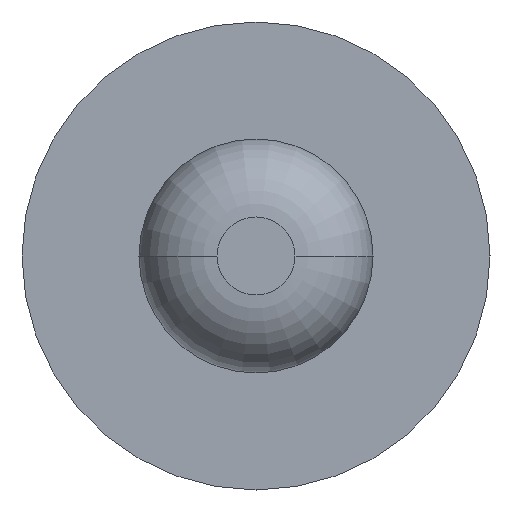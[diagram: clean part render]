
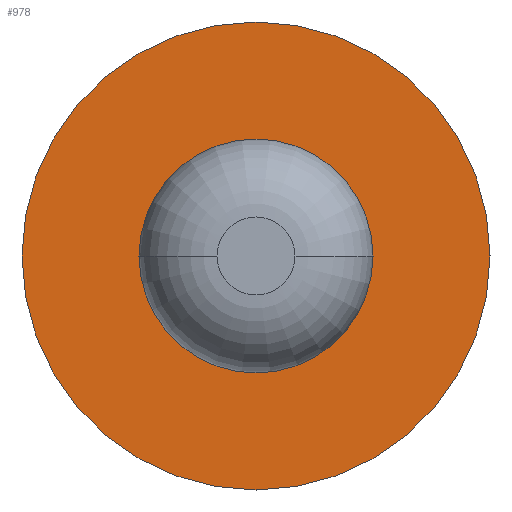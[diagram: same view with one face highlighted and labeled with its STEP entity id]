
A CAD part, front view. The second image highlights one B-rep face of the part: STEP entity #978.
In plain terms, the highlighted planar face has unit normal (0, -1, 0).
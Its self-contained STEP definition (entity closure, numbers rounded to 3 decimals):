
#2 = DIRECTION ( 'NONE',  ( 0., 1., 0. ) ) ;
#12 = CIRCLE ( 'NONE', #1831, 0.255 ) ;
#35 = DIRECTION ( 'NONE',  ( 0., 0., 1. ) ) ;
#119 = CARTESIAN_POINT ( 'NONE',  ( 0., 3.7, -0.75 ) ) ;
#157 = AXIS2_PLACEMENT_3D ( 'NONE', #3236, #716, #213 ) ;
#213 = DIRECTION ( 'NONE',  ( 0., 0., 1. ) ) ;
#416 = DIRECTION ( 'NONE',  ( 0., 0., 1. ) ) ;
#478 = AXIS2_PLACEMENT_3D ( 'NONE', #1256, #630, #1549 ) ;
#509 = ORIENTED_EDGE ( 'NONE', *, *, #2019, .T. ) ;
#551 = VERTEX_POINT ( 'NONE', #3366 ) ;
#630 = DIRECTION ( 'NONE',  ( 0., 1., 0. ) ) ;
#706 = EDGE_LOOP ( 'NONE', ( #3550, #509 ) ) ;
#716 = DIRECTION ( 'NONE',  ( 0., 1., 0. ) ) ;
#755 = AXIS2_PLACEMENT_3D ( 'NONE', #1406, #2, #35 ) ;
#870 = CIRCLE ( 'NONE', #157, 0.255 ) ;
#978 = ADVANCED_FACE ( 'Defeature ausgef�hrt2_9', ( #1771, #2891 ), #3222, .F. ) ;
#1040 = CARTESIAN_POINT ( 'NONE',  ( 0., 3.7, 0. ) ) ;
#1106 = CIRCLE ( 'NONE', #755, 0.75 ) ;
#1256 = CARTESIAN_POINT ( 'NONE',  ( 0.75, 3.7, 0. ) ) ;
#1327 = CARTESIAN_POINT ( 'NONE',  ( 0., 3.7, 0. ) ) ;
#1406 = CARTESIAN_POINT ( 'NONE',  ( 0., 3.7, 0. ) ) ;
#1545 = CARTESIAN_POINT ( 'NONE',  ( 0., 3.7, 0.75 ) ) ;
#1549 = DIRECTION ( 'NONE',  ( 0., 0., 1. ) ) ;
#1567 = VERTEX_POINT ( 'NONE', #1545 ) ;
#1762 = EDGE_LOOP ( 'NONE', ( #2390, #2402 ) ) ;
#1771 = FACE_OUTER_BOUND ( 'NONE', #1762, .T. ) ;
#1831 = AXIS2_PLACEMENT_3D ( 'NONE', #1040, #3585, #1886 ) ;
#1886 = DIRECTION ( 'NONE',  ( 0., 0., 1. ) ) ;
#1933 = VERTEX_POINT ( 'NONE', #3013 ) ;
#1981 = CIRCLE ( 'NONE', #2450, 0.75 ) ;
#2019 = EDGE_CURVE ( 'NONE', #1933, #551, #12, .T. ) ;
#2390 = ORIENTED_EDGE ( 'NONE', *, *, #3160, .F. ) ;
#2402 = ORIENTED_EDGE ( 'NONE', *, *, #2957, .F. ) ;
#2440 = DIRECTION ( 'NONE',  ( 0., 1., 0. ) ) ;
#2450 = AXIS2_PLACEMENT_3D ( 'NONE', #1327, #2440, #416 ) ;
#2891 = FACE_BOUND ( 'NONE', #706, .T. ) ;
#2957 = EDGE_CURVE ( 'NONE', #3031, #1567, #1106, .T. ) ;
#3013 = CARTESIAN_POINT ( 'NONE',  ( 0., 3.7, -0.255 ) ) ;
#3031 = VERTEX_POINT ( 'NONE', #119 ) ;
#3160 = EDGE_CURVE ( 'NONE', #1567, #3031, #1981, .T. ) ;
#3209 = EDGE_CURVE ( 'NONE', #551, #1933, #870, .T. ) ;
#3222 = PLANE ( 'NONE',  #478 ) ;
#3236 = CARTESIAN_POINT ( 'NONE',  ( 0., 3.7, 0. ) ) ;
#3366 = CARTESIAN_POINT ( 'NONE',  ( 0., 3.7, 0.255 ) ) ;
#3550 = ORIENTED_EDGE ( 'NONE', *, *, #3209, .T. ) ;
#3585 = DIRECTION ( 'NONE',  ( 0., 1., 0. ) ) ;
